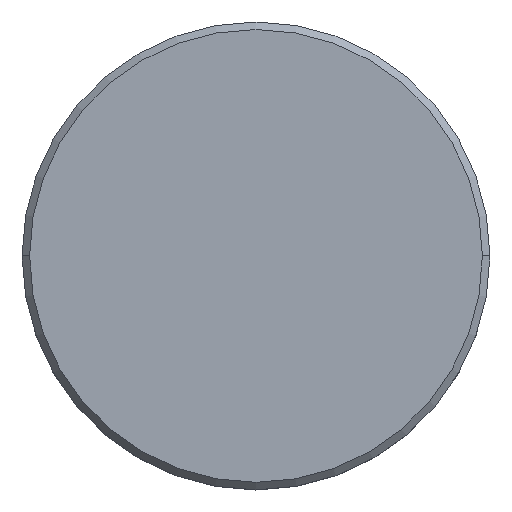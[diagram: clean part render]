
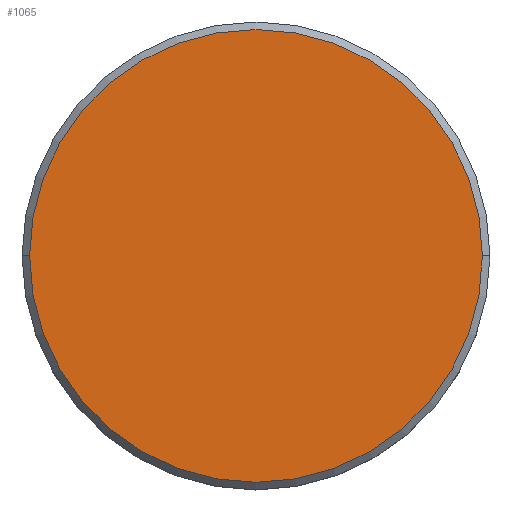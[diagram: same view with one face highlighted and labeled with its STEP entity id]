
A CAD part, top view. The second image highlights one B-rep face of the part: STEP entity #1065.
In plain terms, the highlighted planar face has unit normal (0, 0, 1).
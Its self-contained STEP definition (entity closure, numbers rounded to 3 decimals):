
#109 = PLANE ( 'NONE',  #779 ) ;
#145 = EDGE_LOOP ( 'NONE', ( #217, #576 ) ) ;
#217 = ORIENTED_EDGE ( 'NONE', *, *, #250, .T. ) ;
#250 = EDGE_CURVE ( 'NONE', #489, #561, #747, .T. ) ;
#268 = CARTESIAN_POINT ( 'NONE',  ( 0., 0., 0. ) ) ;
#373 = DIRECTION ( 'NONE',  ( 0., 0., 1. ) ) ;
#489 = VERTEX_POINT ( 'NONE', #1030 ) ;
#520 = AXIS2_PLACEMENT_3D ( 'NONE', #1020, #373, #1033 ) ;
#545 = EDGE_CURVE ( 'NONE', #561, #489, #586, .T. ) ;
#554 = DIRECTION ( 'NONE',  ( 1., 0., 0. ) ) ;
#558 = CARTESIAN_POINT ( 'NONE',  ( 0., 0., 0. ) ) ;
#561 = VERTEX_POINT ( 'NONE', #741 ) ;
#576 = ORIENTED_EDGE ( 'NONE', *, *, #545, .T. ) ;
#586 = CIRCLE ( 'NONE', #688, 15. ) ;
#639 = DIRECTION ( 'NONE',  ( 1., 0., 0. ) ) ;
#688 = AXIS2_PLACEMENT_3D ( 'NONE', #268, #726, #639 ) ;
#726 = DIRECTION ( 'NONE',  ( 0., 0., 1. ) ) ;
#741 = CARTESIAN_POINT ( 'NONE',  ( 15., 0., 0. ) ) ;
#747 = CIRCLE ( 'NONE', #520, 15. ) ;
#779 = AXIS2_PLACEMENT_3D ( 'NONE', #558, #820, #554 ) ;
#820 = DIRECTION ( 'NONE',  ( 0., 0., 1. ) ) ;
#1020 = CARTESIAN_POINT ( 'NONE',  ( 0., 0., 0. ) ) ;
#1030 = CARTESIAN_POINT ( 'NONE',  ( -15., 0., 0. ) ) ;
#1033 = DIRECTION ( 'NONE',  ( 1., 0., 0. ) ) ;
#1065 = ADVANCED_FACE ( 'NONE', ( #1108 ), #109, .T. ) ;
#1108 = FACE_OUTER_BOUND ( 'NONE', #145, .T. ) ;
